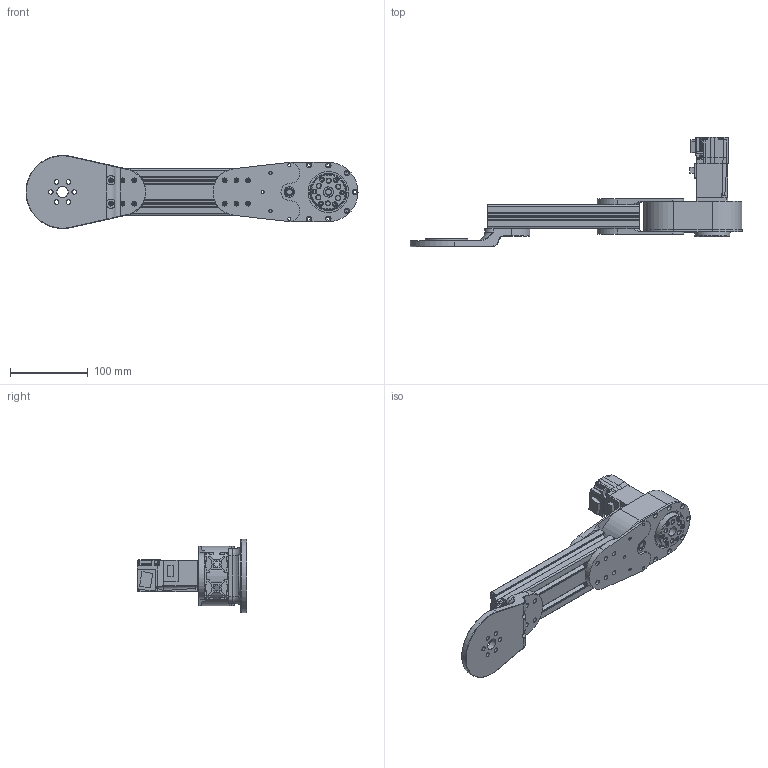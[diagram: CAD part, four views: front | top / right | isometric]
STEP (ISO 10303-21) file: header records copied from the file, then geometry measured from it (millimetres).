
FILE_DESCRIPTION(/* description */ (''),/* implementation_level */ '2;1');
FILE_NAME(/* name */ 'Link_01_Assembly_V04.stp',/* time_stamp */ '2025-12-04T14:06:43+01:00',/* author */ ('pochi'),/* organization */ (''),/* preprocessor_version */ 'ST-DEVELOPER v20.1',/* originating_system */ 'Autodesk Inventor 2026',/* authorisation */ '');
FILE_SCHEMA (('AUTOMOTIVE_DESIGN { 1 0 10303 214 3 1 1 }'));
Length unit declared in the file: millimetre
Products named in the file (21): Link_01_Assembly_V02; RotationalConector_30x60; Link_01_V03; Reducer_Motor_HG-KR13; Housing; Bearing_08_26_08; Shaft_8mm; Motor_HG-KR13; Washer_M8_12_0.3; Pulley_3M12T_01; Washer_M8_10_3.8; Pulley_3M60T_01; Washer_M8_14_0.5; Pulley_3M12T_02; Pulley_3M60T_02; ActuationDisk; Bearing_45_55_06; Cover; Bearing_08_16_04; M3_Screw; RigidConector_30x60
Assembly tree (28 placements, depth 3):
  Link_01_Assembly_V02
    RotationalConector_30x60
    Link_01_V03
    Reducer_Motor_HG-KR13
      Housing
      Bearing_08_16_04  x2
      Bearing_08_26_08
      Shaft_8mm
      Motor_HG-KR13
      Washer_M8_12_0.3
      Pulley_3M12T_01
      Washer_M8_10_3.8
      Pulley_3M60T_01
      Washer_M8_14_0.5  x2
      Pulley_3M12T_02
      Pulley_3M60T_02
      ActuationDisk
      Bearing_45_55_06
      Cover
      M3_Screw  x6
    RigidConector_30x60  x2
Bounding box: 425.83 x 140.85 x 93.87 mm (x, y, z)
Volume: 616154.6 mm3; surface area: 311154.2 mm2
Topology: 35 solids, 35 shells, 1293 faces, 3381 edges, 2194 vertices
Faces by surface type: plane 663, cylinder 525, cone 65, bspline 23, torus 17
Full cylindrical faces by diameter (mm): 3 x18, 4 x34, 4.5 x10, 5.6 x2, 5.8 x12, 5.9 x2, 6 x46, 8 x12, 10 x2, 10.4 x4, 10.7 x2, 12 x1, 13 x3, 13.6 x6, 14 x2, 14.8 x1, 15 x4, 16 x4, 20 x2, 21 x3, 26 x2, 30 x2, 45 x3, 47.8 x3, 52.2 x3, 55 x3, 56.54 x2, 59 x1, 60 x4
Entity records: 38614 total; most frequent: CARTESIAN_POINT 7794, DIRECTION 6325, ORIENTED_EDGE 6038, EDGE_CURVE 3019, AXIS2_PLACEMENT_3D 2297, VERTEX_POINT 1977, LINE 1731, VECTOR 1731
